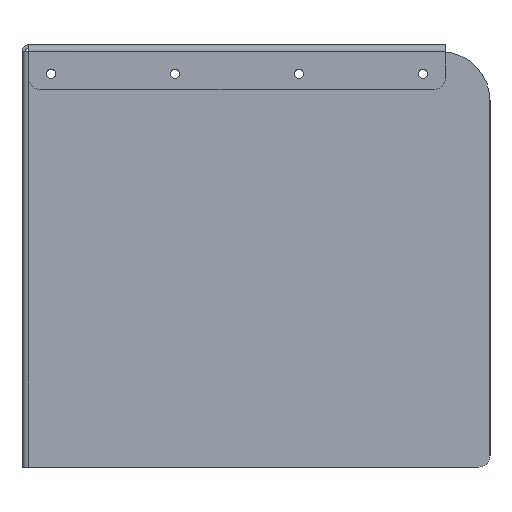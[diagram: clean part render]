
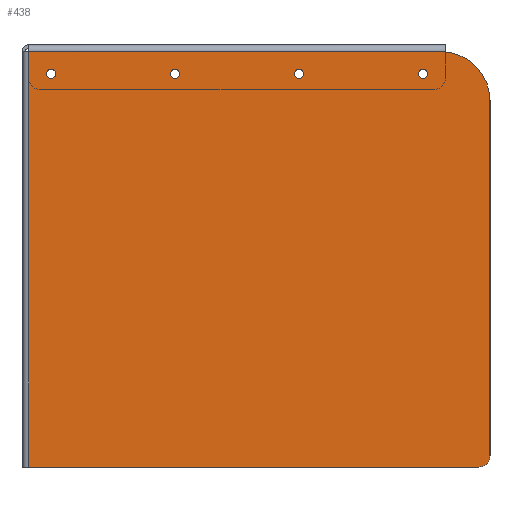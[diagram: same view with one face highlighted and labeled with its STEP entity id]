
A CAD part, left-side view. The second image highlights one B-rep face of the part: STEP entity #438.
In plain terms, the highlighted planar face has unit normal (-1, 0, 0).
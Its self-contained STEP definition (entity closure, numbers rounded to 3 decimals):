
#25 = VECTOR ( 'NONE', #2792, 1000. ) ;
#63 = CIRCLE ( 'NONE', #2918, 2.05 ) ;
#163 = CARTESIAN_POINT ( 'NONE',  ( -309.5, 30., 176. ) ) ;
#246 = CARTESIAN_POINT ( 'NONE',  ( -309.5, 30., 173.95 ) ) ;
#255 = CARTESIAN_POINT ( 'NONE',  ( -309.5, 206.5, 186. ) ) ;
#259 = CARTESIAN_POINT ( 'NONE',  ( -309.5, 22., 186. ) ) ;
#292 = AXIS2_PLACEMENT_3D ( 'NONE', #1006, #529, #1965 ) ;
#299 = LINE ( 'NONE', #1929, #341 ) ;
#304 = DIRECTION ( 'NONE',  ( 0., 0., 1. ) ) ;
#305 = VERTEX_POINT ( 'NONE', #326 ) ;
#309 = VERTEX_POINT ( 'NONE', #804 ) ;
#326 = CARTESIAN_POINT ( 'NONE',  ( -309.5, 196.5, 173.95 ) ) ;
#328 = ORIENTED_EDGE ( 'NONE', *, *, #1000, .F. ) ;
#335 = CIRCLE ( 'NONE', #2364, 2.05 ) ;
#341 = VECTOR ( 'NONE', #2682, 1000. ) ;
#365 = EDGE_LOOP ( 'NONE', ( #1148, #898 ) ) ;
#389 = CARTESIAN_POINT ( 'NONE',  ( -309.5, 85.5, 178.05 ) ) ;
#400 = DIRECTION ( 'NONE',  ( 0., 1., 0. ) ) ;
#419 = CIRCLE ( 'NONE', #1178, 2.05 ) ;
#427 = DIRECTION ( 'NONE',  ( 0., 0., 1. ) ) ;
#438 = ADVANCED_FACE ( 'NONE', ( #2800, #1107, #1631, #2853, #2555 ), #2311, .T. ) ;
#464 = DIRECTION ( 'NONE',  ( -1., 0., 0. ) ) ;
#529 = DIRECTION ( 'NONE',  ( -1., 0., 0. ) ) ;
#540 = CARTESIAN_POINT ( 'NONE',  ( -309.5, 141., 173.95 ) ) ;
#570 = DIRECTION ( 'NONE',  ( -1., 0., 0. ) ) ;
#630 = AXIS2_PLACEMENT_3D ( 'NONE', #1322, #1561, #2782 ) ;
#666 = EDGE_CURVE ( 'NONE', #2600, #3010, #2014, .T. ) ;
#678 = VERTEX_POINT ( 'NONE', #733 ) ;
#682 = EDGE_CURVE ( 'NONE', #1978, #1204, #2749, .T. ) ;
#713 = AXIS2_PLACEMENT_3D ( 'NONE', #2274, #1610, #1305 ) ;
#733 = CARTESIAN_POINT ( 'NONE',  ( -309.5, 0., 5. ) ) ;
#804 = CARTESIAN_POINT ( 'NONE',  ( -309.5, 30., 178.05 ) ) ;
#809 = ORIENTED_EDGE ( 'NONE', *, *, #1673, .T. ) ;
#850 = CARTESIAN_POINT ( 'NONE',  ( -309.5, 141., 176. ) ) ;
#891 = EDGE_CURVE ( 'NONE', #2430, #305, #2754, .T. ) ;
#898 = ORIENTED_EDGE ( 'NONE', *, *, #3131, .F. ) ;
#953 = DIRECTION ( 'NONE',  ( 0., 0., 1. ) ) ;
#994 = ORIENTED_EDGE ( 'NONE', *, *, #2075, .F. ) ;
#1000 = EDGE_CURVE ( 'NONE', #1938, #2263, #1682, .T. ) ;
#1006 = CARTESIAN_POINT ( 'NONE',  ( -309.5, 30., 176. ) ) ;
#1017 = EDGE_LOOP ( 'NONE', ( #994, #2847 ) ) ;
#1025 = VERTEX_POINT ( 'NONE', #246 ) ;
#1107 = FACE_BOUND ( 'NONE', #365, .T. ) ;
#1110 = EDGE_LOOP ( 'NONE', ( #1805, #2344, #2303, #1650, #1474, #809 ) ) ;
#1116 = CARTESIAN_POINT ( 'NONE',  ( -309.5, 0., 186. ) ) ;
#1138 = DIRECTION ( 'NONE',  ( -1., 0., 0. ) ) ;
#1148 = ORIENTED_EDGE ( 'NONE', *, *, #891, .F. ) ;
#1172 = VERTEX_POINT ( 'NONE', #2676 ) ;
#1178 = AXIS2_PLACEMENT_3D ( 'NONE', #163, #1138, #427 ) ;
#1204 = VERTEX_POINT ( 'NONE', #259 ) ;
#1244 = EDGE_CURVE ( 'NONE', #1978, #678, #1605, .T. ) ;
#1273 = DIRECTION ( 'NONE',  ( 0., 0., 1. ) ) ;
#1300 = VECTOR ( 'NONE', #400, 1000. ) ;
#1305 = DIRECTION ( 'NONE',  ( 0., 0., 1. ) ) ;
#1322 = CARTESIAN_POINT ( 'NONE',  ( -309.5, 0., 186. ) ) ;
#1376 = AXIS2_PLACEMENT_3D ( 'NONE', #3158, #2615, #1425 ) ;
#1415 = DIRECTION ( 'NONE',  ( -1., 0., 0. ) ) ;
#1425 = DIRECTION ( 'NONE',  ( 0., 0., 1. ) ) ;
#1451 = AXIS2_PLACEMENT_3D ( 'NONE', #2375, #1415, #1897 ) ;
#1474 = ORIENTED_EDGE ( 'NONE', *, *, #1957, .T. ) ;
#1501 = AXIS2_PLACEMENT_3D ( 'NONE', #1524, #1560, #1273 ) ;
#1515 = CARTESIAN_POINT ( 'NONE',  ( -309.5, 85.5, 176. ) ) ;
#1524 = CARTESIAN_POINT ( 'NONE',  ( -309.5, 5., 5. ) ) ;
#1560 = DIRECTION ( 'NONE',  ( -1., 0., 0. ) ) ;
#1561 = DIRECTION ( 'NONE',  ( -1., 0., 0. ) ) ;
#1575 = DIRECTION ( 'NONE',  ( 0., 0., 1. ) ) ;
#1605 = LINE ( 'NONE', #1116, #25 ) ;
#1610 = DIRECTION ( 'NONE',  ( -1., 0., 0. ) ) ;
#1631 = FACE_OUTER_BOUND ( 'NONE', #1110, .T. ) ;
#1650 = ORIENTED_EDGE ( 'NONE', *, *, #682, .T. ) ;
#1665 = CARTESIAN_POINT ( 'NONE',  ( -309.5, 0., 0. ) ) ;
#1673 = EDGE_CURVE ( 'NONE', #2478, #1172, #299, .T. ) ;
#1682 = CIRCLE ( 'NONE', #1376, 2.05 ) ;
#1765 = VERTEX_POINT ( 'NONE', #2182 ) ;
#1783 = EDGE_CURVE ( 'NONE', #1025, #309, #2936, .T. ) ;
#1805 = ORIENTED_EDGE ( 'NONE', *, *, #2812, .F. ) ;
#1851 = CARTESIAN_POINT ( 'NONE',  ( -309.5, 0., 164. ) ) ;
#1870 = LINE ( 'NONE', #2589, #1300 ) ;
#1894 = EDGE_CURVE ( 'NONE', #1765, #678, #2630, .T. ) ;
#1897 = DIRECTION ( 'NONE',  ( 0., 0., 1. ) ) ;
#1929 = CARTESIAN_POINT ( 'NONE',  ( -309.5, 206.5, 186. ) ) ;
#1938 = VERTEX_POINT ( 'NONE', #2276 ) ;
#1957 = EDGE_CURVE ( 'NONE', #1204, #2478, #1870, .T. ) ;
#1965 = DIRECTION ( 'NONE',  ( 0., 0., 1. ) ) ;
#1978 = VERTEX_POINT ( 'NONE', #1851 ) ;
#2014 = CIRCLE ( 'NONE', #1451, 2.05 ) ;
#2075 = EDGE_CURVE ( 'NONE', #309, #1025, #419, .T. ) ;
#2088 = DIRECTION ( 'NONE',  ( 0., 0., 1. ) ) ;
#2121 = CARTESIAN_POINT ( 'NONE',  ( -309.5, 196.5, 176. ) ) ;
#2133 = CARTESIAN_POINT ( 'NONE',  ( -309.5, 22., 164. ) ) ;
#2135 = ORIENTED_EDGE ( 'NONE', *, *, #666, .F. ) ;
#2148 = DIRECTION ( 'NONE',  ( -1., 0., 0. ) ) ;
#2182 = CARTESIAN_POINT ( 'NONE',  ( -309.5, 5., 0. ) ) ;
#2263 = VERTEX_POINT ( 'NONE', #540 ) ;
#2274 = CARTESIAN_POINT ( 'NONE',  ( -309.5, 196.5, 176. ) ) ;
#2276 = CARTESIAN_POINT ( 'NONE',  ( -309.5, 141., 178.05 ) ) ;
#2284 = EDGE_CURVE ( 'NONE', #2263, #1938, #2347, .T. ) ;
#2303 = ORIENTED_EDGE ( 'NONE', *, *, #1244, .F. ) ;
#2311 = PLANE ( 'NONE',  #630 ) ;
#2331 = ORIENTED_EDGE ( 'NONE', *, *, #2505, .F. ) ;
#2344 = ORIENTED_EDGE ( 'NONE', *, *, #1894, .T. ) ;
#2347 = CIRCLE ( 'NONE', #2761, 2.05 ) ;
#2364 = AXIS2_PLACEMENT_3D ( 'NONE', #2121, #464, #2088 ) ;
#2375 = CARTESIAN_POINT ( 'NONE',  ( -309.5, 85.5, 176. ) ) ;
#2430 = VERTEX_POINT ( 'NONE', #3154 ) ;
#2478 = VERTEX_POINT ( 'NONE', #255 ) ;
#2505 = EDGE_CURVE ( 'NONE', #3010, #2600, #63, .T. ) ;
#2552 = EDGE_LOOP ( 'NONE', ( #328, #3056 ) ) ;
#2555 = FACE_BOUND ( 'NONE', #1017, .T. ) ;
#2560 = CARTESIAN_POINT ( 'NONE',  ( -309.5, 85.5, 173.95 ) ) ;
#2589 = CARTESIAN_POINT ( 'NONE',  ( -309.5, 0., 186. ) ) ;
#2600 = VERTEX_POINT ( 'NONE', #2560 ) ;
#2615 = DIRECTION ( 'NONE',  ( -1., 0., 0. ) ) ;
#2630 = CIRCLE ( 'NONE', #1501, 5. ) ;
#2639 = DIRECTION ( 'NONE',  ( 0., 1., 0. ) ) ;
#2676 = CARTESIAN_POINT ( 'NONE',  ( -309.5, 206.5, 0. ) ) ;
#2682 = DIRECTION ( 'NONE',  ( 0., 0., -1. ) ) ;
#2749 = CIRCLE ( 'NONE', #3160, 22. ) ;
#2754 = CIRCLE ( 'NONE', #713, 2.05 ) ;
#2761 = AXIS2_PLACEMENT_3D ( 'NONE', #850, #570, #1575 ) ;
#2782 = DIRECTION ( 'NONE',  ( 0., 0., 1. ) ) ;
#2792 = DIRECTION ( 'NONE',  ( 0., 0., -1. ) ) ;
#2800 = FACE_BOUND ( 'NONE', #2552, .T. ) ;
#2812 = EDGE_CURVE ( 'NONE', #1765, #1172, #2897, .T. ) ;
#2847 = ORIENTED_EDGE ( 'NONE', *, *, #1783, .F. ) ;
#2853 = FACE_BOUND ( 'NONE', #2895, .T. ) ;
#2895 = EDGE_LOOP ( 'NONE', ( #2331, #2135 ) ) ;
#2897 = LINE ( 'NONE', #1665, #3073 ) ;
#2918 = AXIS2_PLACEMENT_3D ( 'NONE', #1515, #2948, #304 ) ;
#2936 = CIRCLE ( 'NONE', #292, 2.05 ) ;
#2948 = DIRECTION ( 'NONE',  ( -1., 0., 0. ) ) ;
#3010 = VERTEX_POINT ( 'NONE', #389 ) ;
#3056 = ORIENTED_EDGE ( 'NONE', *, *, #2284, .F. ) ;
#3073 = VECTOR ( 'NONE', #2639, 1000. ) ;
#3131 = EDGE_CURVE ( 'NONE', #305, #2430, #335, .T. ) ;
#3154 = CARTESIAN_POINT ( 'NONE',  ( -309.5, 196.5, 178.05 ) ) ;
#3158 = CARTESIAN_POINT ( 'NONE',  ( -309.5, 141., 176. ) ) ;
#3160 = AXIS2_PLACEMENT_3D ( 'NONE', #2133, #2148, #953 ) ;
